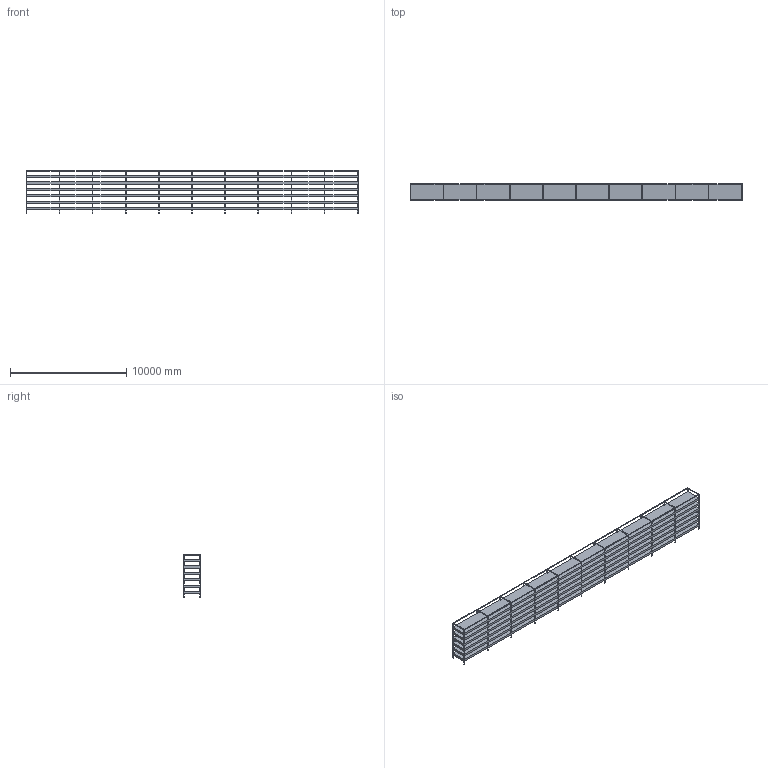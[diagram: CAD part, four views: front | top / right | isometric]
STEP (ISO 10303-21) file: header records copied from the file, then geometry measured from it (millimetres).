
FILE_DESCRIPTION(/* description */ (''),/* implementation_level */ '2;1');
FILE_NAME(/* name */ 'Polcrendszer_v01',/* time_stamp */ '2023-11-29T18:58:50+01:00',/* author */ (''),/* organization */ (''),/* preprocessor_version */ 'ST-DEVELOPER v18.1',/* originating_system */ 'Solid Edge',/* authorisation */ 'Unknown');
FILE_SCHEMA (('AUTOMOTIVE_DESIGN {1 0 10303 214 3 1 1}'));
Length unit declared in the file: millimetre
Products named in the file (1): Polcrendszer_v01
Bounding box: 28550 x 1380 x 3650 mm (x, y, z)
Volume: 47534350000 mm3; surface area: 566687000 mm2
Topology: 1 solids, 1 shells, 544 faces, 1896 edges, 1224 vertices
Faces by surface type: plane 544
Entity records: 24196 total; most frequent: ORIENTED_EDGE 3792, CARTESIAN_POINT 3665, DIRECTION 2986, EDGE_CURVE 1896, LINE 1896, VECTOR 1896, VERTEX_POINT 1224, EDGE_LOOP 686
